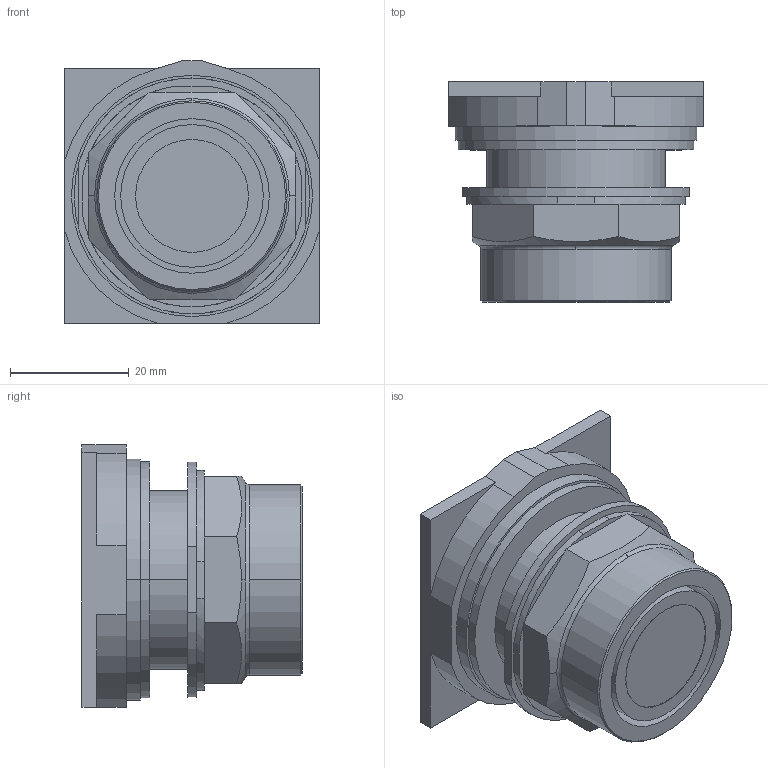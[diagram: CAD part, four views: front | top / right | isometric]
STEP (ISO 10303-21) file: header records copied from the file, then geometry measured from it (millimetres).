
FILE_DESCRIPTION(('starvars output'),'2;1');
FILE_NAME('9001KR2R_3D.stp','11:10:42 2020/04/01',( 'Thomas Industrial Network Germany GmbH'),( 'Thomas Industrial Network Germany GmbH'),'unknown preprocess','ACIS' ,'unknown authorization');
FILE_SCHEMA(('AUTOMOTIVE_DESIGN_CC2 {UNKNOWN IMPLEMENTATION LEVEL}'));
Length unit declared in the file: millimetre
Products named in the file (1): PRODUCT_ID_14
Bounding box: 42.88 x 37.03 x 44.2 mm (x, y, z)
Volume: 36779.2 mm3; surface area: 12388.5 mm2
Topology: 2 solids, 2 shells, 87 faces, 204 edges, 130 vertices
Faces by surface type: plane 54, cylinder 27, cone 4, torus 2
Entity records: 2774 total; most frequent: ORIENTED_EDGE 408, CARTESIAN_POINT 341, DIRECTION 269, EDGE_CURVE 204, VERTEX_POINT 130, EDGE_LOOP 96, FACE_BOUND 96, VECTOR 93
